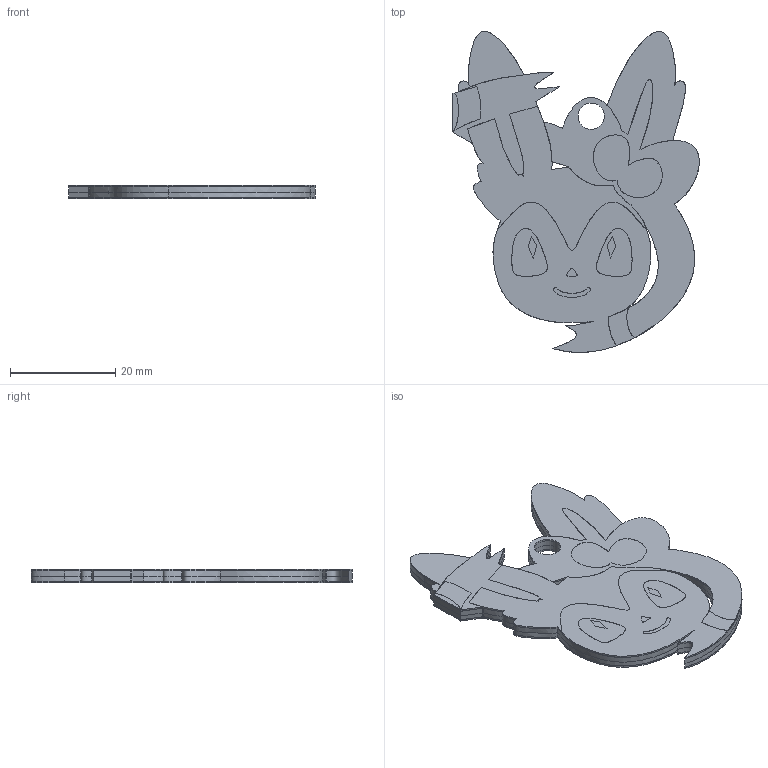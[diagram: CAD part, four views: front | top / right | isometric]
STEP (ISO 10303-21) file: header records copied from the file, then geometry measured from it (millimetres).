
FILE_DESCRIPTION(/* description */ ('','CAx-IF Rec.Pracs.---Representation and Presentation of Product Manufacturing Information (PMI)---4.0---2014-10-13'),/* implementation_level */ '2;1');
FILE_NAME(/* name */ 'Sylveon Keychain NFC.step',/* time_stamp */ '2024-12-24T15:44:49-06:00',/* author */ (''),/* organization */ (''),/* preprocessor_version */ 'ST-DEVELOPER v20',/* originating_system */ 'Autodesk Translation Framework v13.20.0.188',/* authorisation */ '');
FILE_SCHEMA (('AP242_MANAGED_MODEL_BASED_3D_ENGINEERING_MIM_LF { 1 0 10303 442 1 1 4 }'));
Length unit declared in the file: millimetre
Products named in the file (1): sylveon asylum keychain nfc
Bounding box: 46.96 x 61.14 x 2.6 mm (x, y, z)
Volume: 4659.6 mm3; surface area: 16281 mm2
Topology: 34 solids, 34 shells, 472 faces, 1209 edges, 806 vertices
Faces by surface type: bspline 321, plane 146, cylinder 5
Full cylindrical faces by diameter (mm): 5 x4, 26.67 x1
Entity records: 29115 total; most frequent: CARTESIAN_POINT 20621, ORIENTED_EDGE 2418, EDGE_CURVE 1209, DIRECTION 849, VERTEX_POINT 806, LINE 525, VECTOR 525, EDGE_LOOP 521
